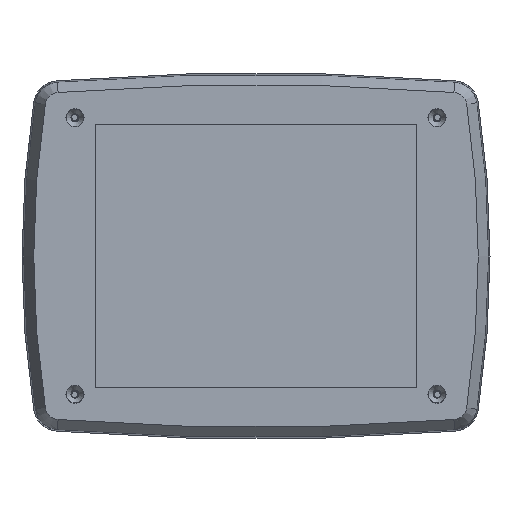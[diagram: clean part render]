
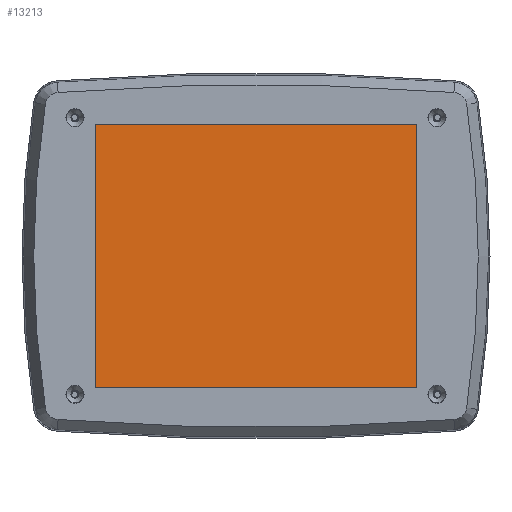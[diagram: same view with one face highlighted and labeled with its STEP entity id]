
A CAD part, front view. The second image highlights one B-rep face of the part: STEP entity #13213.
In plain terms, the highlighted planar face has unit normal (0, -1, 0).
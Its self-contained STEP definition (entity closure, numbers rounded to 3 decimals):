
#330=LINE('',#22042,#1048);
#334=LINE('',#22049,#1052);
#337=LINE('',#22055,#1055);
#339=LINE('',#22058,#1057);
#1048=VECTOR('',#16747,10.);
#1052=VECTOR('',#16753,10.);
#1055=VECTOR('',#16758,10.);
#1057=VECTOR('',#16762,10.);
#2132=PLANE('',#14417);
#3066=FACE_OUTER_BOUND('',#4087,.T.);
#4087=EDGE_LOOP('',(#9648,#9649,#9650,#9651));
#6062=VERTEX_POINT('',#22039);
#6063=VERTEX_POINT('',#22041);
#6065=VERTEX_POINT('',#22047);
#6067=VERTEX_POINT('',#22053);
#7405=EDGE_CURVE('',#6062,#6063,#330,.T.);
#7409=EDGE_CURVE('',#6065,#6062,#334,.T.);
#7412=EDGE_CURVE('',#6067,#6065,#337,.T.);
#7414=EDGE_CURVE('',#6063,#6067,#339,.T.);
#9648=ORIENTED_EDGE('',*,*,#7414,.F.);
#9649=ORIENTED_EDGE('',*,*,#7405,.F.);
#9650=ORIENTED_EDGE('',*,*,#7409,.F.);
#9651=ORIENTED_EDGE('',*,*,#7412,.F.);
#13213=ADVANCED_FACE('',(#3066),#2132,.F.);
#14417=AXIS2_PLACEMENT_3D('',#22059,#16763,#16764);
#16747=DIRECTION('',(0.,0.,1.));
#16753=DIRECTION('',(-1.,0.,0.));
#16758=DIRECTION('',(0.,0.,-1.));
#16762=DIRECTION('',(1.,0.,0.));
#16763=DIRECTION('center_axis',(0.,1.,0.));
#16764=DIRECTION('ref_axis',(0.,0.,1.));
#22039=CARTESIAN_POINT('',(-63.5,1.,-52.075));
#22041=CARTESIAN_POINT('',(-63.5,1.,52.075));
#22042=CARTESIAN_POINT('',(-63.5,1.,52.075));
#22047=CARTESIAN_POINT('',(63.5,1.,-52.075));
#22049=CARTESIAN_POINT('',(-63.5,1.,-52.075));
#22053=CARTESIAN_POINT('',(63.5,1.,52.075));
#22055=CARTESIAN_POINT('',(63.5,1.,-52.075));
#22058=CARTESIAN_POINT('',(63.5,1.,52.075));
#22059=CARTESIAN_POINT('Origin',(0.,1.,0.));
